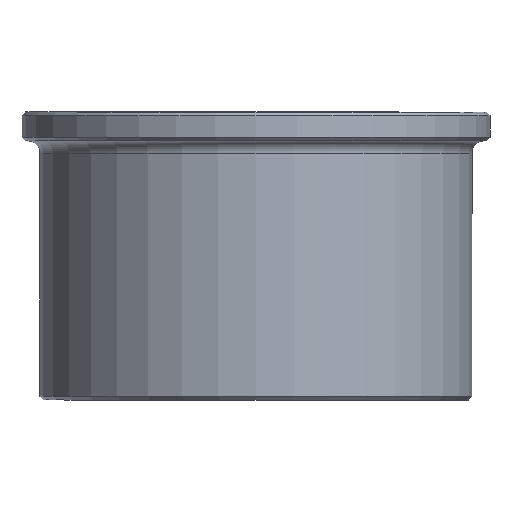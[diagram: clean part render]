
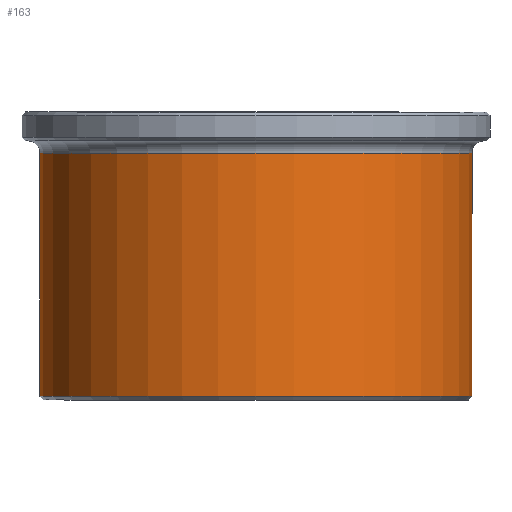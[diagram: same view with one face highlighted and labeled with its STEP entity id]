
A CAD part, front view. The second image highlights one B-rep face of the part: STEP entity #163.
In plain terms, the highlighted cylindrical face has radius 60 mm (diameter 120 mm), a full revolution.
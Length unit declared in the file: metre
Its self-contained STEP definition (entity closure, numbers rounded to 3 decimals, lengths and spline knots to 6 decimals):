
#163=ADVANCED_FACE('',(#199,#200),#201,.T.);
#199=FACE_OUTER_BOUND('',#2863,.T.);
#200=FACE_OUTER_BOUND('',#2864,.T.);
#201=CYLINDRICAL_SURFACE('',#2865,0.06);
#2863=EDGE_LOOP('',(#5558));
#2864=EDGE_LOOP('',(#5559));
#2865=AXIS2_PLACEMENT_3D('',#5560,#5561,#5562);
#5558=ORIENTED_EDGE('',*,*,#5611,.T.);
#5559=ORIENTED_EDGE('',*,*,#5612,.F.);
#5560=CARTESIAN_POINT('',(0.0,0.0,0.));
#5561=DIRECTION('',(0.0,0.,-1.0));
#5562=DIRECTION('',(0.0,1.0,0.));
#5611=EDGE_CURVE('',#5650,#5650,#5651,.T.);
#5612=EDGE_CURVE('',#5652,#5652,#5653,.T.);
#5650=VERTEX_POINT('',#5930);
#5651=CIRCLE('',#5931,0.06);
#5652=VERTEX_POINT('',#5932);
#5653=CIRCLE('',#5933,0.06);
#5930=CARTESIAN_POINT('',(0.0,0.06,0.0685));
#5931=AXIS2_PLACEMENT_3D('',#5977,#5978,#5979);
#5932=CARTESIAN_POINT('',(0.0,0.06,0.001));
#5933=AXIS2_PLACEMENT_3D('',#5980,#5981,#5982);
#5977=CARTESIAN_POINT('',(0.0,0.0,0.0685));
#5978=DIRECTION('',(0.0,0.,-1.0));
#5979=DIRECTION('',(0.0,1.0,0.));
#5980=CARTESIAN_POINT('',(0.0,0.0,0.001));
#5981=DIRECTION('',(0.0,0.,-1.0));
#5982=DIRECTION('',(0.0,1.0,0.));
